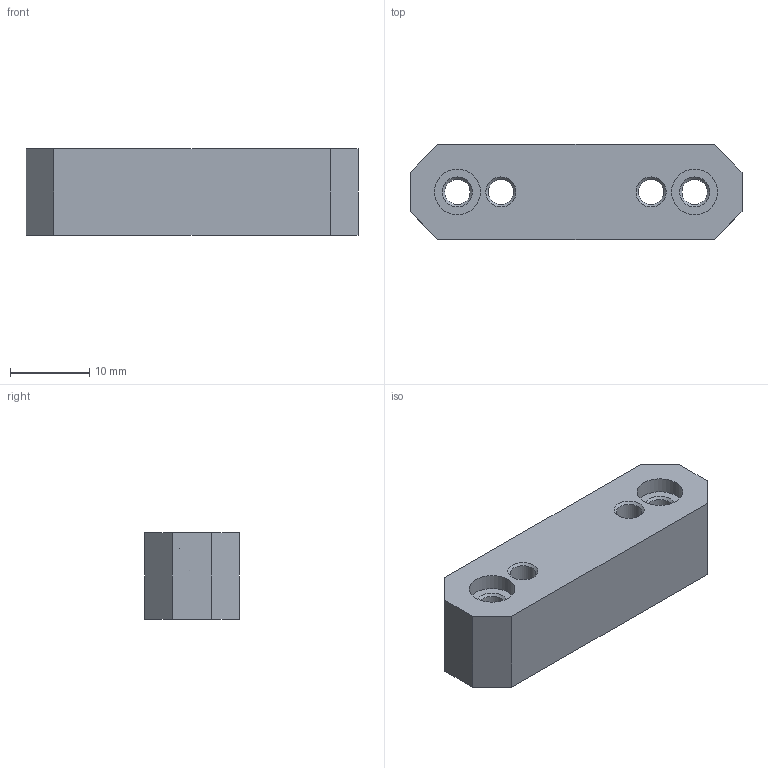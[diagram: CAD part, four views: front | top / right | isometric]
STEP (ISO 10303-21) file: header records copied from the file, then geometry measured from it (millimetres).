
FILE_DESCRIPTION(/* description */ (''),/* implementation_level */ '2;1');
FILE_NAME(/* name */ 'ZEndstopMount v11.step',/* time_stamp */ '2025-04-20T18:24:56+10:00',/* author */ (''),/* organization */ (''),/* preprocessor_version */ 'ST-DEVELOPER v20.1',/* originating_system */ 'Autodesk Translation Framework v14.4.0.0',/* authorisation */ '');
FILE_SCHEMA (('AUTOMOTIVE_DESIGN { 1 0 10303 214 3 1 1 }'));
Length unit declared in the file: millimetre
Products named in the file (1): ZEndstopMount
Bounding box: 42 x 12 x 11 mm (x, y, z)
Volume: 4746.1 mm3; surface area: 2511.1 mm2
Topology: 1 solids, 1 shells, 56 faces, 140 edges, 88 vertices
Faces by surface type: plane 44, cone 6, cylinder 6
Full cylindrical faces by diameter (mm): 3.2 x4, 5.8 x2
Entity records: 1689 total; most frequent: CARTESIAN_POINT 285, ORIENTED_EDGE 280, DIRECTION 278, EDGE_CURVE 140, LINE 116, VECTOR 116, VERTEX_POINT 88, AXIS2_PLACEMENT_3D 81
